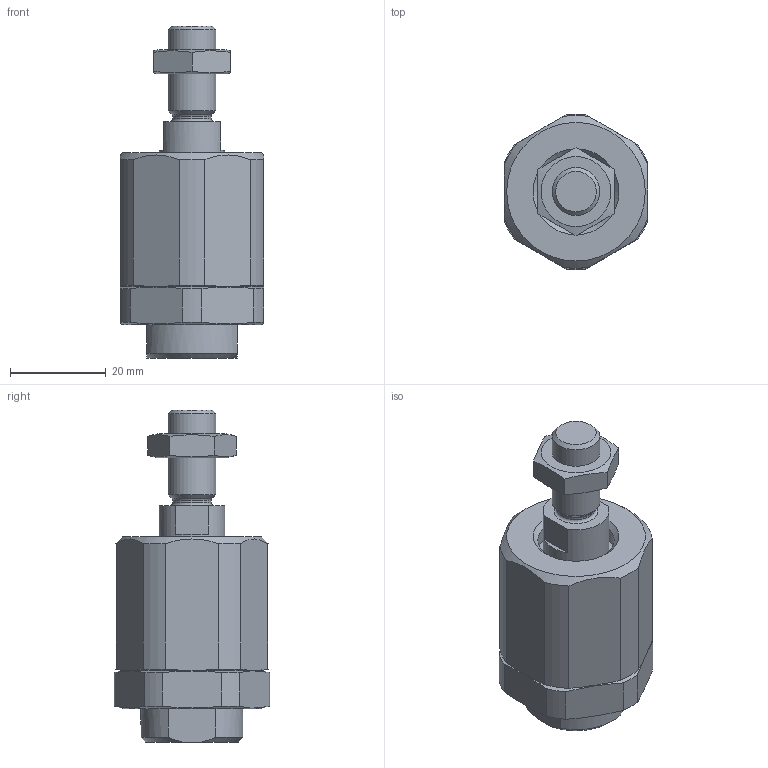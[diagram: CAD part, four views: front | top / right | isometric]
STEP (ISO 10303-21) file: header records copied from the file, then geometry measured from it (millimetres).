
FILE_DESCRIPTION(/* description */ ('STEP AP214'),/* implementation_level */ '2;1');
FILE_NAME(/* name */ '8170119_DARP-M10P-F',/* time_stamp */ '2024-08-13T21:25:19+02:00',/* author */ ('License CC BY-ND 4.0'),/* organization */ ('CADENAS'),/* preprocessor_version */ 'ST-DEVELOPER v19.3',/* originating_system */ 'PARTsolutions',/* authorisation */ ' ');
FILE_SCHEMA (('AUTOMOTIVE_DESIGN {1 0 10303 214 3 1 1}'));
Length unit declared in the file: millimetre
Products named in the file (3): 8170119 DARP-M10P-F---(high); 8170119 DARP-M10P-F---(highK); ISO 8675 M10x1.25 (F)
Assembly tree (2 placements, depth 2):
  8170119 DARP-M10P-F---(high)
    8170119 DARP-M10P-F---(highK)
    ISO 8675 M10x1.25 (F)
Bounding box: 30 x 32.47 x 69.5 mm (x, y, z)
Volume: 31247 mm3; surface area: 8279.6 mm2
Topology: 2 solids, 2 shells, 79 faces, 189 edges, 121 vertices
Faces by surface type: plane 37, cone 20, cylinder 20, torus 2
Full cylindrical faces by diameter (mm): 8 x1, 8.647 x2, 10 x1, 13.8 x1, 16 x1, 21.4 x1, 22.376 x1
Entity records: 2275 total; most frequent: CARTESIAN_POINT 534, DIRECTION 344, ORIENTED_EDGE 318, EDGE_CURVE 159, AXIS2_PLACEMENT_3D 149, VERTEX_POINT 113, EDGE_LOOP 110, FACE_BOUND 110
